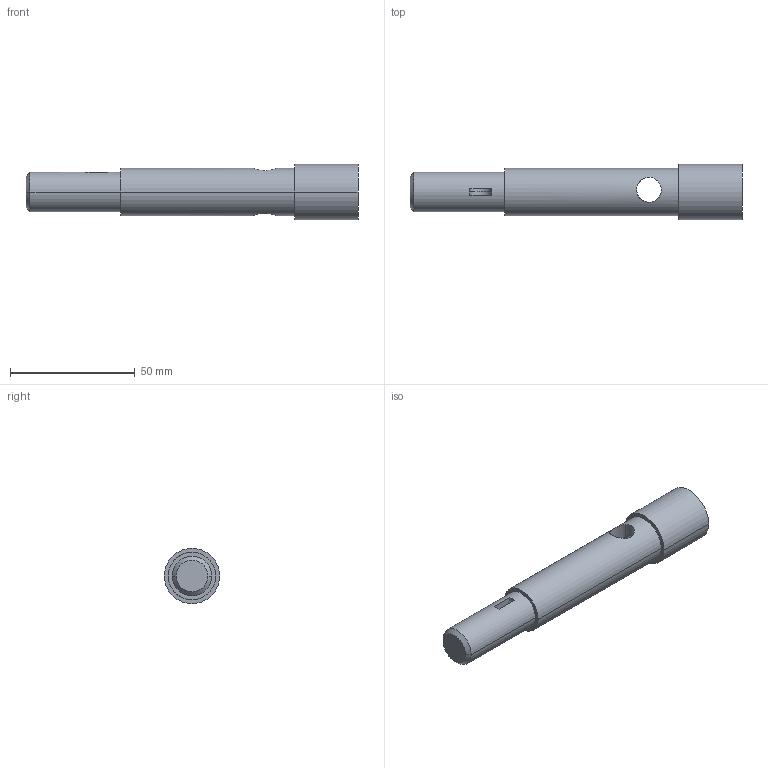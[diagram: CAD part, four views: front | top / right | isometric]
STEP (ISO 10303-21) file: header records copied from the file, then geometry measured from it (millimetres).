
FILE_DESCRIPTION(('CATIA V5 STEP Exchange'),'2;1');
FILE_NAME('SHAFT.stp','2026-01-26T16:08:47+00:00',('none'),('none'),'CATIA Version 5 Release 21 GA (IN-10)','CATIA V5 STEP AP203','none');
FILE_SCHEMA(('CONFIG_CONTROL_DESIGN'));
Length unit declared in the file: millimetre
Products named in the file (1): SHAF
Bounding box: 133.25 x 22.23 x 22.23 mm (x, y, z)
Volume: 33563.1 mm3; surface area: 9911 mm2
Topology: 1 solids, 1 shells, 25 faces, 62 edges, 42 vertices
Faces by surface type: cylinder 14, plane 8, cone 2, extrusion 1
Entity records: 954 total; most frequent: CARTESIAN_POINT 367, ORIENTED_EDGE 122, DIRECTION 79, EDGE_CURVE 61, AXIS2_PLACEMENT_3D 41, VERTEX_POINT 40, EDGE_LOOP 31, ADVANCED_FACE 25
